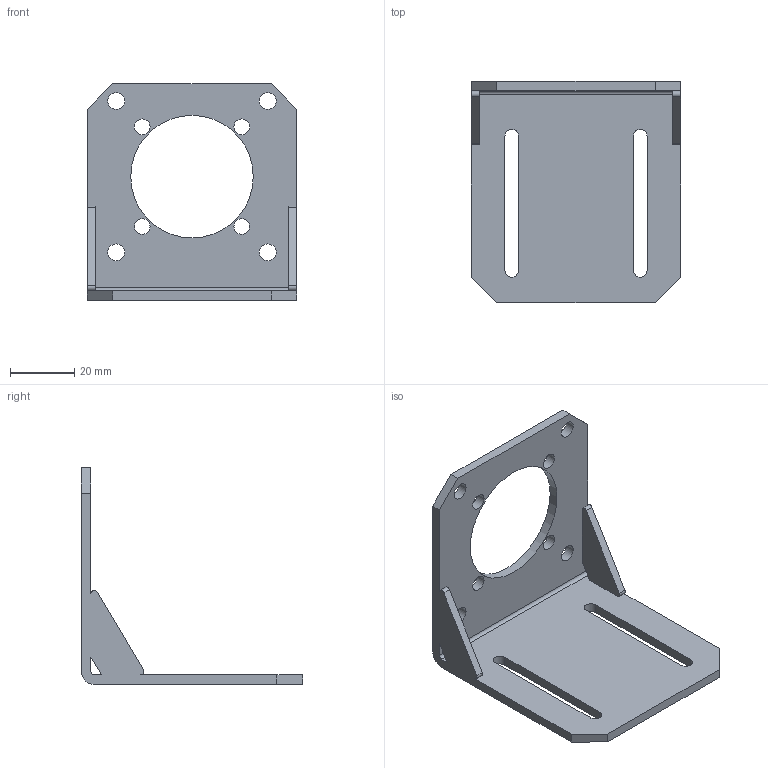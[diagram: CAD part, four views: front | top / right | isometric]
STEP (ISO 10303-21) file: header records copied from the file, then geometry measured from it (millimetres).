
FILE_DESCRIPTION(('FreeCAD Model'),'2;1');
FILE_NAME('Open CASCADE Shape Model','2024-10-28T22:42:30',(''),(''), 'Open CASCADE STEP processor 7.6','FreeCAD','Unknown');
FILE_SCHEMA(('CONFIG_CONTROL_DESIGN','SHAPE_APPEARANCE_LAYER_MIM'));
Length unit declared in the file: millimetre
Products named in the file (1): Body
Bounding box: 65.25 x 68.9 x 67.5 mm (x, y, z)
Volume: 21641.8 mm3; surface area: 17075.9 mm2
Topology: 1 solids, 1 shells, 41 faces, 123 edges, 82 vertices
Faces by surface type: plane 22, cylinder 19
Full cylindrical faces by diameter (mm): 4.9 x4, 5.25 x4, 38.15 x1
Entity records: 3194 total; most frequent: CARTESIAN_POINT 685, DIRECTION 459, LINE 293, VECTOR 293, ORIENTED_EDGE 246, PCURVE 246, DEFINITIONAL_REPRESENTATION 246, EDGE_CURVE 123
